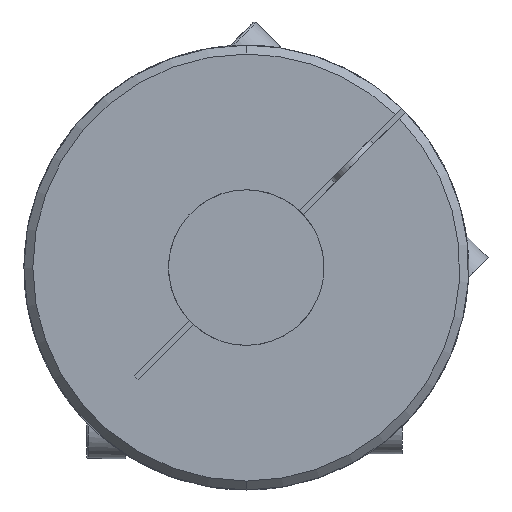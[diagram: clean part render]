
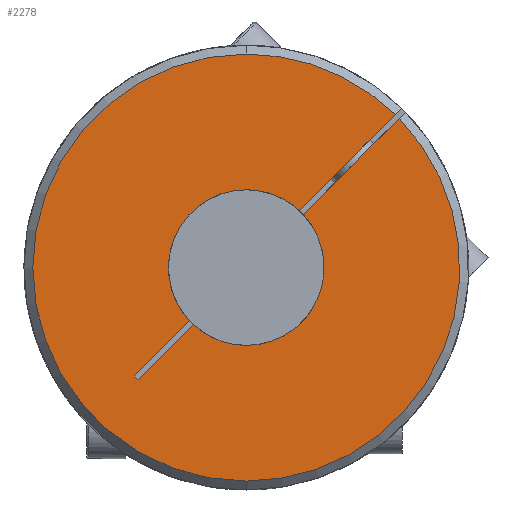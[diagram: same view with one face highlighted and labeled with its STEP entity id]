
A CAD part, left-side view. The second image highlights one B-rep face of the part: STEP entity #2278.
In plain terms, the highlighted planar face has unit normal (-1, 0, 0).
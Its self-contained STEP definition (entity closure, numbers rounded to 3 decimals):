
#26 = EDGE_CURVE ( 'NONE', #11128, #997, #13424, .T. ) ;
#59 = DIRECTION ( 'NONE',  ( -1., 0., 0. ) ) ;
#257 = DIRECTION ( 'NONE',  ( 0., 0., -1. ) ) ;
#312 = EDGE_CURVE ( 'NONE', #12409, #3677, #15120, .T. ) ;
#334 = DIRECTION ( 'NONE',  ( 0., 0.707, -0.707 ) ) ;
#374 = CARTESIAN_POINT ( 'NONE',  ( -33., 0., 0. ) ) ;
#662 = DIRECTION ( 'NONE',  ( 0., 0., -1. ) ) ;
#934 = FACE_OUTER_BOUND ( 'NONE', #5246, .T. ) ;
#997 = VERTEX_POINT ( 'NONE', #4184 ) ;
#1265 = CARTESIAN_POINT ( 'NONE',  ( -33., -4.77, 5.123 ) ) ;
#1534 = ORIENTED_EDGE ( 'NONE', *, *, #11745, .F. ) ;
#1603 = CIRCLE ( 'NONE', #10738, 7. ) ;
#1604 = DIRECTION ( 'NONE',  ( 0., 0., 1. ) ) ;
#1679 = CARTESIAN_POINT ( 'NONE',  ( -33., 10.076, -9.723 ) ) ;
#1786 = VERTEX_POINT ( 'NONE', #9117 ) ;
#1788 = CARTESIAN_POINT ( 'NONE',  ( -33., 10.076, -9.723 ) ) ;
#2058 = ORIENTED_EDGE ( 'NONE', *, *, #4810, .F. ) ;
#2202 = EDGE_CURVE ( 'NONE', #2276, #14947, #12302, .T. ) ;
#2276 = VERTEX_POINT ( 'NONE', #1788 ) ;
#2278 = ADVANCED_FACE ( 'NONE', ( #934 ), #4240, .F. ) ;
#3388 = DIRECTION ( 'NONE',  ( 0., 0.707, -0.707 ) ) ;
#3505 = VECTOR ( 'NONE', #8553, 1000. ) ;
#3535 = ORIENTED_EDGE ( 'NONE', *, *, #11297, .T. ) ;
#3677 = VERTEX_POINT ( 'NONE', #11160 ) ;
#3692 = ORIENTED_EDGE ( 'NONE', *, *, #8410, .F. ) ;
#3982 = CARTESIAN_POINT ( 'NONE',  ( -33., 0., 0. ) ) ;
#4184 = CARTESIAN_POINT ( 'NONE',  ( -33., 0., 19.2 ) ) ;
#4201 = CIRCLE ( 'NONE', #14427, 7. ) ;
#4240 = PLANE ( 'NONE',  #12503 ) ;
#4373 = CARTESIAN_POINT ( 'NONE',  ( -33., 0., 7. ) ) ;
#4670 = DIRECTION ( 'NONE',  ( -1., 0., 0. ) ) ;
#4810 = EDGE_CURVE ( 'NONE', #13122, #12409, #4201, .T. ) ;
#5205 = DIRECTION ( 'NONE',  ( 0., 0., -1. ) ) ;
#5246 = EDGE_LOOP ( 'NONE', ( #2058, #13058, #9707, #9427, #3535, #3692, #7873, #1534, #14764, #12919, #15395, #11832 ) ) ;
#5664 = DIRECTION ( 'NONE',  ( -1., 0., 0. ) ) ;
#5692 = CIRCLE ( 'NONE', #12916, 7. ) ;
#6381 = CARTESIAN_POINT ( 'NONE',  ( -33., -18.208, 18.562 ) ) ;
#6653 = CIRCLE ( 'NONE', #13318, 19.2 ) ;
#6979 = LINE ( 'NONE', #11078, #9807 ) ;
#7025 = CARTESIAN_POINT ( 'NONE',  ( -33., -13.399, 13.752 ) ) ;
#7169 = CARTESIAN_POINT ( 'NONE',  ( -33., -5.123, 4.77 ) ) ;
#7354 = CARTESIAN_POINT ( 'NONE',  ( -33., 0., 0. ) ) ;
#7447 = LINE ( 'NONE', #6381, #10644 ) ;
#7564 = DIRECTION ( 'NONE',  ( -1., 0., 0. ) ) ;
#7873 = ORIENTED_EDGE ( 'NONE', *, *, #10171, .F. ) ;
#7968 = DIRECTION ( 'NONE',  ( 1., 0., 0. ) ) ;
#8278 = CARTESIAN_POINT ( 'NONE',  ( -33., -18.208, 18.562 ) ) ;
#8410 = EDGE_CURVE ( 'NONE', #13752, #14183, #6979, .T. ) ;
#8553 = DIRECTION ( 'NONE',  ( 0., -0.707, 0.707 ) ) ;
#8576 = DIRECTION ( 'NONE',  ( 0., 0., 1. ) ) ;
#8896 = DIRECTION ( 'NONE',  ( -1., 0., 0. ) ) ;
#8935 = EDGE_CURVE ( 'NONE', #3677, #2276, #7447, .T. ) ;
#9117 = CARTESIAN_POINT ( 'NONE',  ( -33., 4.77, -5.123 ) ) ;
#9427 = ORIENTED_EDGE ( 'NONE', *, *, #9654, .T. ) ;
#9654 = EDGE_CURVE ( 'NONE', #997, #10051, #6653, .T. ) ;
#9707 = ORIENTED_EDGE ( 'NONE', *, *, #26, .T. ) ;
#9750 = CARTESIAN_POINT ( 'NONE',  ( -33., 9.723, -10.076 ) ) ;
#9807 = VECTOR ( 'NONE', #9865, 1000. ) ;
#9865 = DIRECTION ( 'NONE',  ( 0., -0.707, 0.707 ) ) ;
#9894 = EDGE_CURVE ( 'NONE', #11128, #13122, #13436, .T. ) ;
#10051 = VERTEX_POINT ( 'NONE', #11051 ) ;
#10171 = EDGE_CURVE ( 'NONE', #11310, #13752, #5692, .T. ) ;
#10241 = VECTOR ( 'NONE', #3388, 1000. ) ;
#10521 = AXIS2_PLACEMENT_3D ( 'NONE', #12994, #12943, #12844 ) ;
#10644 = VECTOR ( 'NONE', #334, 1000. ) ;
#10738 = AXIS2_PLACEMENT_3D ( 'NONE', #11913, #4670, #13113 ) ;
#11051 = CARTESIAN_POINT ( 'NONE',  ( -33., 0., -19.2 ) ) ;
#11078 = CARTESIAN_POINT ( 'NONE',  ( -33., 9.723, -10.076 ) ) ;
#11128 = VERTEX_POINT ( 'NONE', #7025 ) ;
#11160 = CARTESIAN_POINT ( 'NONE',  ( -33., 5.123, -4.77 ) ) ;
#11297 = EDGE_CURVE ( 'NONE', #10051, #14183, #11684, .T. ) ;
#11310 = VERTEX_POINT ( 'NONE', #12338 ) ;
#11449 = LINE ( 'NONE', #9750, #3505 ) ;
#11684 = CIRCLE ( 'NONE', #12935, 19.2 ) ;
#11745 = EDGE_CURVE ( 'NONE', #1786, #11310, #1603, .T. ) ;
#11832 = ORIENTED_EDGE ( 'NONE', *, *, #312, .F. ) ;
#11913 = CARTESIAN_POINT ( 'NONE',  ( -33., 0., 0. ) ) ;
#12302 = LINE ( 'NONE', #1679, #15123 ) ;
#12338 = CARTESIAN_POINT ( 'NONE',  ( -33., 0., -7. ) ) ;
#12409 = VERTEX_POINT ( 'NONE', #4373 ) ;
#12438 = DIRECTION ( 'NONE',  ( -1., 0., 0. ) ) ;
#12503 = AXIS2_PLACEMENT_3D ( 'NONE', #15168, #7968, #662 ) ;
#12675 = CARTESIAN_POINT ( 'NONE',  ( -33., -13.752, 13.399 ) ) ;
#12844 = DIRECTION ( 'NONE',  ( 0., 0., 1. ) ) ;
#12916 = AXIS2_PLACEMENT_3D ( 'NONE', #374, #8896, #1604 ) ;
#12919 = ORIENTED_EDGE ( 'NONE', *, *, #2202, .F. ) ;
#12935 = AXIS2_PLACEMENT_3D ( 'NONE', #14767, #7564, #257 ) ;
#12943 = DIRECTION ( 'NONE',  ( -1., 0., 0. ) ) ;
#12994 = CARTESIAN_POINT ( 'NONE',  ( -33., 0., 0. ) ) ;
#13058 = ORIENTED_EDGE ( 'NONE', *, *, #9894, .F. ) ;
#13113 = DIRECTION ( 'NONE',  ( 0., 0., 1. ) ) ;
#13122 = VERTEX_POINT ( 'NONE', #1265 ) ;
#13318 = AXIS2_PLACEMENT_3D ( 'NONE', #3982, #12438, #5205 ) ;
#13424 = CIRCLE ( 'NONE', #13840, 19.2 ) ;
#13436 = LINE ( 'NONE', #8278, #10241 ) ;
#13752 = VERTEX_POINT ( 'NONE', #7169 ) ;
#13840 = AXIS2_PLACEMENT_3D ( 'NONE', #14264, #5664, #14109 ) ;
#14109 = DIRECTION ( 'NONE',  ( 0., 0., -1. ) ) ;
#14183 = VERTEX_POINT ( 'NONE', #12675 ) ;
#14264 = CARTESIAN_POINT ( 'NONE',  ( -33., 0., 0. ) ) ;
#14427 = AXIS2_PLACEMENT_3D ( 'NONE', #7354, #59, #8576 ) ;
#14470 = EDGE_CURVE ( 'NONE', #14947, #1786, #11449, .T. ) ;
#14764 = ORIENTED_EDGE ( 'NONE', *, *, #14470, .F. ) ;
#14767 = CARTESIAN_POINT ( 'NONE',  ( -33., 0., 0. ) ) ;
#14789 = CARTESIAN_POINT ( 'NONE',  ( -33., 9.723, -10.076 ) ) ;
#14917 = DIRECTION ( 'NONE',  ( 0., -0.707, -0.707 ) ) ;
#14947 = VERTEX_POINT ( 'NONE', #14789 ) ;
#15120 = CIRCLE ( 'NONE', #10521, 7. ) ;
#15123 = VECTOR ( 'NONE', #14917, 1000. ) ;
#15168 = CARTESIAN_POINT ( 'NONE',  ( -33., 20., 0. ) ) ;
#15395 = ORIENTED_EDGE ( 'NONE', *, *, #8935, .F. ) ;
